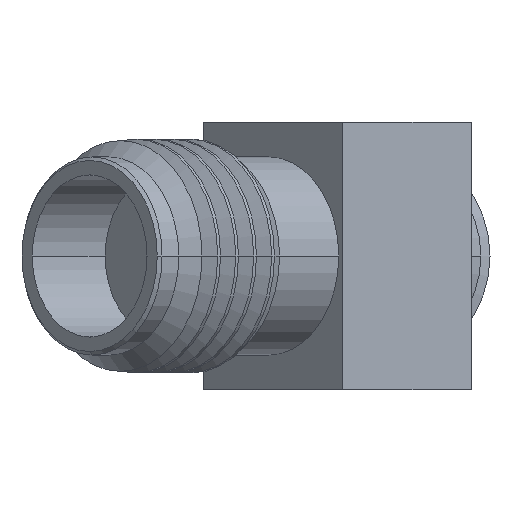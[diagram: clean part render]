
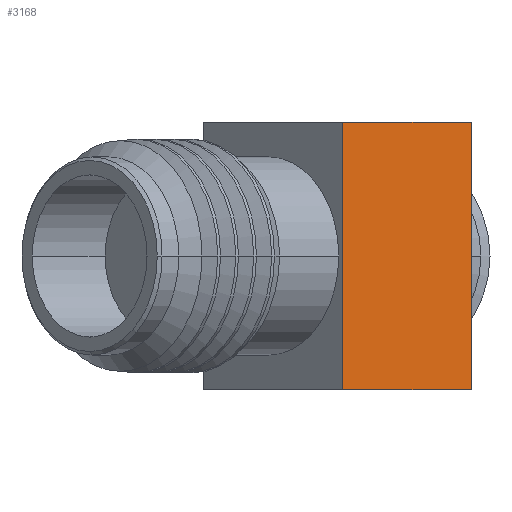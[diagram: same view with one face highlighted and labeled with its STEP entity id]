
A CAD part, left-side view. The second image highlights one B-rep face of the part: STEP entity #3168.
In plain terms, the highlighted planar face has unit normal (-0.707, -0.707, 0).
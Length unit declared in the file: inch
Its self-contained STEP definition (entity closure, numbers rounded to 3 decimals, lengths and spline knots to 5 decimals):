
#1 = CARTESIAN_POINT ( 'NONE',  ( -0.19679, 0.03532, -0.15551 ) ) ;
#258 = VERTEX_POINT ( 'NONE', #4815 ) ;
#364 = CARTESIAN_POINT ( 'NONE',  ( -0.19679, 0.03532, -0.15551 ) ) ;
#692 = FACE_OUTER_BOUND ( 'NONE', #1115, .T. ) ;
#696 = ORIENTED_EDGE ( 'NONE', *, *, #881, .F. ) ;
#757 = VECTOR ( 'NONE', #1722, 39.37008 ) ;
#881 = EDGE_CURVE ( 'NONE', #258, #2763, #2831, .T. ) ;
#1115 = EDGE_LOOP ( 'NONE', ( #2518, #696, #2810, #2669 ) ) ;
#1311 = VECTOR ( 'NONE', #2857, 39.37008 ) ;
#1430 = DIRECTION ( 'NONE',  ( 0., 0., 1. ) ) ;
#1486 = EDGE_CURVE ( 'NONE', #3505, #2763, #2949, .T. ) ;
#1668 = VERTEX_POINT ( 'NONE', #364 ) ;
#1670 = AXIS2_PLACEMENT_3D ( 'NONE', #1, #2173, #4031 ) ;
#1722 = DIRECTION ( 'NONE',  ( 0., 0., 1. ) ) ;
#1904 = EDGE_CURVE ( 'NONE', #1668, #3505, #1909, .T. ) ;
#1909 = LINE ( 'NONE', #3401, #4631 ) ;
#2099 = CARTESIAN_POINT ( 'NONE',  ( -0.04729, -0.11417, -0.15551 ) ) ;
#2173 = DIRECTION ( 'NONE',  ( -0.707, -0.707, 0. ) ) ;
#2518 = ORIENTED_EDGE ( 'NONE', *, *, #1486, .T. ) ;
#2539 = PLANE ( 'NONE',  #1670 ) ;
#2669 = ORIENTED_EDGE ( 'NONE', *, *, #1904, .T. ) ;
#2685 = EDGE_CURVE ( 'NONE', #1668, #258, #3633, .T. ) ;
#2763 = VERTEX_POINT ( 'NONE', #3337 ) ;
#2810 = ORIENTED_EDGE ( 'NONE', *, *, #2685, .F. ) ;
#2831 = LINE ( 'NONE', #4316, #1311 ) ;
#2857 = DIRECTION ( 'NONE',  ( 0.707, -0.707, 0. ) ) ;
#2901 = CARTESIAN_POINT ( 'NONE',  ( -0.04729, -0.11417, -0.15551 ) ) ;
#2949 = LINE ( 'NONE', #2901, #3531 ) ;
#3168 = ADVANCED_FACE ( 'NONE', ( #692 ), #2539, .T. ) ;
#3337 = CARTESIAN_POINT ( 'NONE',  ( -0.04729, -0.11417, 0.15551 ) ) ;
#3401 = CARTESIAN_POINT ( 'NONE',  ( -0.19679, 0.03532, -0.15551 ) ) ;
#3505 = VERTEX_POINT ( 'NONE', #2099 ) ;
#3531 = VECTOR ( 'NONE', #1430, 39.37008 ) ;
#3633 = LINE ( 'NONE', #3655, #757 ) ;
#3655 = CARTESIAN_POINT ( 'NONE',  ( -0.19679, 0.03532, -0.15551 ) ) ;
#4031 = DIRECTION ( 'NONE',  ( -0.707, 0.707, 0. ) ) ;
#4316 = CARTESIAN_POINT ( 'NONE',  ( -0.19679, 0.03532, 0.15551 ) ) ;
#4584 = DIRECTION ( 'NONE',  ( 0.707, -0.707, 0. ) ) ;
#4631 = VECTOR ( 'NONE', #4584, 39.37008 ) ;
#4815 = CARTESIAN_POINT ( 'NONE',  ( -0.19679, 0.03532, 0.15551 ) ) ;
